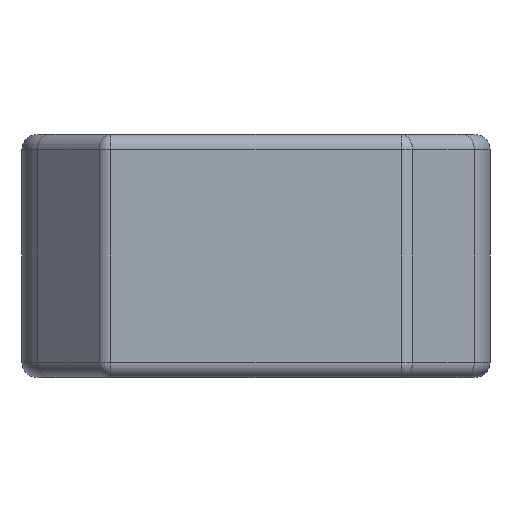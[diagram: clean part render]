
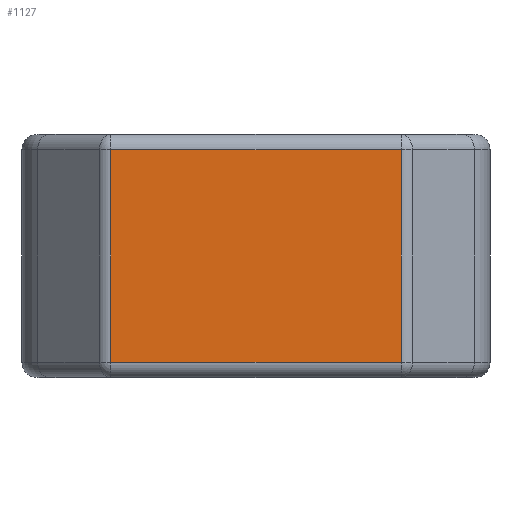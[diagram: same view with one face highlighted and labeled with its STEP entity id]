
A CAD part, front view. The second image highlights one B-rep face of the part: STEP entity #1127.
In plain terms, the highlighted planar face has unit normal (0, -1, 0).
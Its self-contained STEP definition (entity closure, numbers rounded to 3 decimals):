
#81 = VECTOR ( 'NONE', #888, 1000. ) ;
#89 = VERTEX_POINT ( 'NONE', #223 ) ;
#163 = CARTESIAN_POINT ( 'NONE',  ( 5., -5., -3.5 ) ) ;
#173 = LINE ( 'NONE', #780, #710 ) ;
#218 = VERTEX_POINT ( 'NONE', #954 ) ;
#223 = CARTESIAN_POINT ( 'NONE',  ( -4.777, -5., -3.5 ) ) ;
#262 = LINE ( 'NONE', #711, #966 ) ;
#298 = ORIENTED_EDGE ( 'NONE', *, *, #504, .T. ) ;
#343 = FACE_OUTER_BOUND ( 'NONE', #527, .T. ) ;
#361 = DIRECTION ( 'NONE',  ( 0., 1., 0. ) ) ;
#401 = ORIENTED_EDGE ( 'NONE', *, *, #941, .T. ) ;
#444 = DIRECTION ( 'NONE',  ( -1., 0., 0. ) ) ;
#494 = VECTOR ( 'NONE', #754, 1000. ) ;
#504 = EDGE_CURVE ( 'NONE', #218, #89, #262, .T. ) ;
#527 = EDGE_LOOP ( 'NONE', ( #298, #401, #744, #974 ) ) ;
#556 = CARTESIAN_POINT ( 'NONE',  ( 4.777, -5., 3.5 ) ) ;
#559 = LINE ( 'NONE', #914, #81 ) ;
#624 = PLANE ( 'NONE',  #1062 ) ;
#653 = VERTEX_POINT ( 'NONE', #556 ) ;
#710 = VECTOR ( 'NONE', #1039, 1000. ) ;
#711 = CARTESIAN_POINT ( 'NONE',  ( -4.777, -5., 4. ) ) ;
#744 = ORIENTED_EDGE ( 'NONE', *, *, #884, .T. ) ;
#754 = DIRECTION ( 'NONE',  ( 1., 0., 0. ) ) ;
#780 = CARTESIAN_POINT ( 'NONE',  ( -5., -5., 3.5 ) ) ;
#793 = CARTESIAN_POINT ( 'NONE',  ( -5., -5., 4. ) ) ;
#835 = VERTEX_POINT ( 'NONE', #1084 ) ;
#884 = EDGE_CURVE ( 'NONE', #835, #653, #559, .T. ) ;
#888 = DIRECTION ( 'NONE',  ( 0., 0., 1. ) ) ;
#914 = CARTESIAN_POINT ( 'NONE',  ( 4.777, -5., 4. ) ) ;
#941 = EDGE_CURVE ( 'NONE', #89, #835, #1036, .T. ) ;
#954 = CARTESIAN_POINT ( 'NONE',  ( -4.777, -5., 3.5 ) ) ;
#966 = VECTOR ( 'NONE', #967, 1000. ) ;
#967 = DIRECTION ( 'NONE',  ( 0., 0., -1. ) ) ;
#974 = ORIENTED_EDGE ( 'NONE', *, *, #1051, .T. ) ;
#1036 = LINE ( 'NONE', #163, #494 ) ;
#1039 = DIRECTION ( 'NONE',  ( -1., 0., 0. ) ) ;
#1051 = EDGE_CURVE ( 'NONE', #653, #218, #173, .T. ) ;
#1062 = AXIS2_PLACEMENT_3D ( 'NONE', #793, #361, #444 ) ;
#1084 = CARTESIAN_POINT ( 'NONE',  ( 4.777, -5., -3.5 ) ) ;
#1127 = ADVANCED_FACE ( 'NONE', ( #343 ), #624, .F. ) ;
